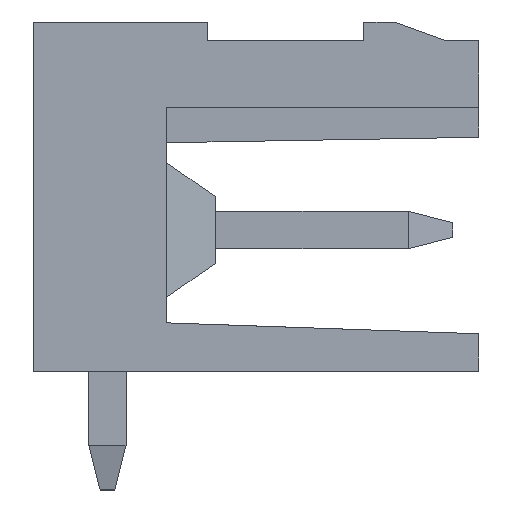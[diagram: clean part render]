
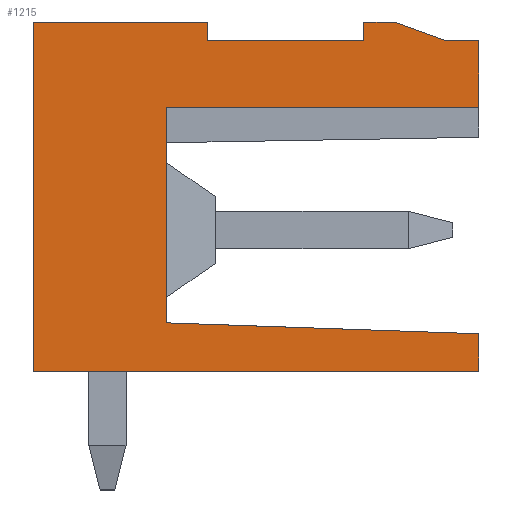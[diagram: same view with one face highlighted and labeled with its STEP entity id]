
A CAD part, left-side view. The second image highlights one B-rep face of the part: STEP entity #1215.
In plain terms, the highlighted planar face has unit normal (-1, 0, 0).
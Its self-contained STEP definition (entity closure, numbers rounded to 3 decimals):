
#1115=AXIS2_PLACEMENT_3D('Plane Axis2P3D',#1112,#1113,#1114) ;
#49=CARTESIAN_POINT('Vertex',(0.,0.,12.1)) ;
#52=CARTESIAN_POINT('Line Origine',(0.,0.,11.2)) ;
#56=CARTESIAN_POINT('Vertex',(0.,0.,10.3)) ;
#1096=CARTESIAN_POINT('Vertex',(0.,0.9,12.1)) ;
#1099=CARTESIAN_POINT('Line Origine',(0.,0.45,12.1)) ;
#1112=CARTESIAN_POINT('Axis2P3D Location',(0.,0.,0.)) ;
#1117=CARTESIAN_POINT('Line Origine',(0.,1.587,12.35)) ;
#1121=CARTESIAN_POINT('Vertex',(0.,2.274,12.6)) ;
#1124=CARTESIAN_POINT('Line Origine',(0.,2.687,12.6)) ;
#1128=CARTESIAN_POINT('Vertex',(0.,3.1,12.6)) ;
#1131=CARTESIAN_POINT('Line Origine',(0.,3.1,12.35)) ;
#1135=CARTESIAN_POINT('Vertex',(0.,3.1,12.1)) ;
#1138=CARTESIAN_POINT('Line Origine',(0.,5.2,12.1)) ;
#1142=CARTESIAN_POINT('Vertex',(0.,7.3,12.1)) ;
#1145=CARTESIAN_POINT('Line Origine',(0.,7.3,12.35)) ;
#1149=CARTESIAN_POINT('Vertex',(0.,7.3,12.6)) ;
#1152=CARTESIAN_POINT('Line Origine',(0.,9.65,12.6)) ;
#1156=CARTESIAN_POINT('Vertex',(0.,12.,12.6)) ;
#1159=CARTESIAN_POINT('Line Origine',(0.,12.,7.9)) ;
#1163=CARTESIAN_POINT('Vertex',(0.,12.,3.2)) ;
#1166=CARTESIAN_POINT('Line Origine',(0.,6.,3.2)) ;
#1170=CARTESIAN_POINT('Vertex',(0.,0.,3.2)) ;
#1173=CARTESIAN_POINT('Line Origine',(0.,0.,3.703)) ;
#1177=CARTESIAN_POINT('Vertex',(0.,0.,4.207)) ;
#1180=CARTESIAN_POINT('Line Origine',(0.,4.2,4.353)) ;
#1184=CARTESIAN_POINT('Vertex',(0.,8.4,4.5)) ;
#1187=CARTESIAN_POINT('Line Origine',(0.,8.4,7.4)) ;
#1191=CARTESIAN_POINT('Vertex',(0.,8.4,10.3)) ;
#1194=CARTESIAN_POINT('Line Origine',(0.,4.2,10.3)) ;
#53=DIRECTION('Vector Direction',(0.,0.,-1.)) ;
#1100=DIRECTION('Vector Direction',(0.,-1.,0.)) ;
#1113=DIRECTION('Axis2P3D Direction',(-1.,0.,0.)) ;
#1114=DIRECTION('Axis2P3D XDirection',(0.,-1.,0.)) ;
#1118=DIRECTION('Vector Direction',(0.,-0.94,-0.342)) ;
#1125=DIRECTION('Vector Direction',(0.,-1.,0.)) ;
#1132=DIRECTION('Vector Direction',(0.,0.,1.)) ;
#1139=DIRECTION('Vector Direction',(0.,-1.,0.)) ;
#1146=DIRECTION('Vector Direction',(0.,0.,-1.)) ;
#1153=DIRECTION('Vector Direction',(0.,-1.,0.)) ;
#1160=DIRECTION('Vector Direction',(0.,0.,1.)) ;
#1167=DIRECTION('Vector Direction',(0.,1.,0.)) ;
#1174=DIRECTION('Vector Direction',(0.,0.,-1.)) ;
#1181=DIRECTION('Vector Direction',(0.,0.999,0.035)) ;
#1188=DIRECTION('Vector Direction',(0.,0.,-1.)) ;
#1195=DIRECTION('Vector Direction',(0.,1.,0.)) ;
#54=VECTOR('Line Direction',#53,1.) ;
#1101=VECTOR('Line Direction',#1100,1.) ;
#1119=VECTOR('Line Direction',#1118,1.) ;
#1126=VECTOR('Line Direction',#1125,1.) ;
#1133=VECTOR('Line Direction',#1132,1.) ;
#1140=VECTOR('Line Direction',#1139,1.) ;
#1147=VECTOR('Line Direction',#1146,1.) ;
#1154=VECTOR('Line Direction',#1153,1.) ;
#1161=VECTOR('Line Direction',#1160,1.) ;
#1168=VECTOR('Line Direction',#1167,1.) ;
#1175=VECTOR('Line Direction',#1174,1.) ;
#1182=VECTOR('Line Direction',#1181,1.) ;
#1189=VECTOR('Line Direction',#1188,1.) ;
#1196=VECTOR('Line Direction',#1195,1.) ;
#1200=ORIENTED_EDGE('',*,*,#58,.T.) ;
#1201=ORIENTED_EDGE('',*,*,#1103,.T.) ;
#1202=ORIENTED_EDGE('',*,*,#1123,.T.) ;
#1203=ORIENTED_EDGE('',*,*,#1130,.T.) ;
#1204=ORIENTED_EDGE('',*,*,#1137,.T.) ;
#1205=ORIENTED_EDGE('',*,*,#1144,.T.) ;
#1206=ORIENTED_EDGE('',*,*,#1151,.T.) ;
#1207=ORIENTED_EDGE('',*,*,#1158,.T.) ;
#1208=ORIENTED_EDGE('',*,*,#1165,.T.) ;
#1209=ORIENTED_EDGE('',*,*,#1172,.T.) ;
#1210=ORIENTED_EDGE('',*,*,#1179,.T.) ;
#1211=ORIENTED_EDGE('',*,*,#1186,.F.) ;
#1212=ORIENTED_EDGE('',*,*,#1193,.F.) ;
#1213=ORIENTED_EDGE('',*,*,#1198,.F.) ;
#1215=ADVANCED_FACE('HOUSING',(#1214),#1116,.T.) ;
#58=EDGE_CURVE('',#57,#50,#55,.F.) ;
#1103=EDGE_CURVE('',#50,#1097,#1102,.F.) ;
#1123=EDGE_CURVE('',#1097,#1122,#1120,.F.) ;
#1130=EDGE_CURVE('',#1122,#1129,#1127,.F.) ;
#1137=EDGE_CURVE('',#1129,#1136,#1134,.F.) ;
#1144=EDGE_CURVE('',#1136,#1143,#1141,.F.) ;
#1151=EDGE_CURVE('',#1143,#1150,#1148,.F.) ;
#1158=EDGE_CURVE('',#1150,#1157,#1155,.F.) ;
#1165=EDGE_CURVE('',#1157,#1164,#1162,.F.) ;
#1172=EDGE_CURVE('',#1164,#1171,#1169,.F.) ;
#1179=EDGE_CURVE('',#1171,#1178,#1176,.F.) ;
#1186=EDGE_CURVE('',#1185,#1178,#1183,.F.) ;
#1193=EDGE_CURVE('',#1192,#1185,#1190,.T.) ;
#1198=EDGE_CURVE('',#57,#1192,#1197,.T.) ;
#1199=EDGE_LOOP('',(#1200,#1201,#1202,#1203,#1204,#1205,#1206,#1207,#1208,#1209,#1210,#1211,#1212,#1213)) ;
#1214=FACE_OUTER_BOUND('',#1199,.T.) ;
#55=LINE('Line',#52,#54) ;
#1102=LINE('Line',#1099,#1101) ;
#1120=LINE('Line',#1117,#1119) ;
#1127=LINE('Line',#1124,#1126) ;
#1134=LINE('Line',#1131,#1133) ;
#1141=LINE('Line',#1138,#1140) ;
#1148=LINE('Line',#1145,#1147) ;
#1155=LINE('Line',#1152,#1154) ;
#1162=LINE('Line',#1159,#1161) ;
#1169=LINE('Line',#1166,#1168) ;
#1176=LINE('Line',#1173,#1175) ;
#1183=LINE('Line',#1180,#1182) ;
#1190=LINE('Line',#1187,#1189) ;
#1197=LINE('Line',#1194,#1196) ;
#1116=PLANE('',#1115) ;
#50=VERTEX_POINT('',#49) ;
#57=VERTEX_POINT('',#56) ;
#1097=VERTEX_POINT('',#1096) ;
#1122=VERTEX_POINT('',#1121) ;
#1129=VERTEX_POINT('',#1128) ;
#1136=VERTEX_POINT('',#1135) ;
#1143=VERTEX_POINT('',#1142) ;
#1150=VERTEX_POINT('',#1149) ;
#1157=VERTEX_POINT('',#1156) ;
#1164=VERTEX_POINT('',#1163) ;
#1171=VERTEX_POINT('',#1170) ;
#1178=VERTEX_POINT('',#1177) ;
#1185=VERTEX_POINT('',#1184) ;
#1192=VERTEX_POINT('',#1191) ;
